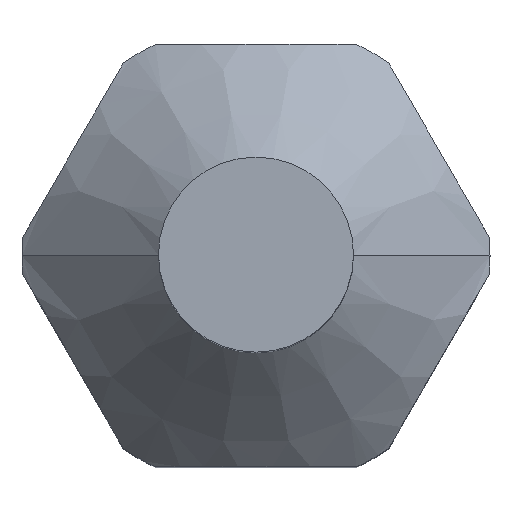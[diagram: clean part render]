
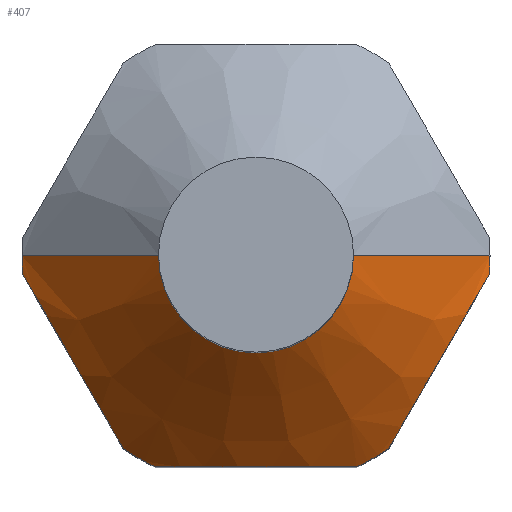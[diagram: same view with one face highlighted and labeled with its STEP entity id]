
A CAD part, top view. The second image highlights one B-rep face of the part: STEP entity #407.
In plain terms, the highlighted conical face has half-angle 45 degrees and reference radius 5.1 mm.
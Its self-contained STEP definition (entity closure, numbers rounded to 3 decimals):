
#275=EDGE_CURVE('',#541,#343,#665,.T.);
#303=EDGE_CURVE('',#541,#413,#696,.T.);
#307=EDGE_CURVE('',#381,#435,#700,.T.);
#321=EDGE_CURVE('',#437,#489,#714,.T.);
#329=VERTEX_POINT('',#725);
#331=EDGE_CURVE('',#329,#413,#727,.T.);
#341=EDGE_CURVE('',#503,#399,#738,.T.);
#343=VERTEX_POINT('',#740);
#379=EDGE_CURVE('',#381,#329,#779,.T.);
#381=VERTEX_POINT('',#781);
#383=EDGE_CURVE('',#343,#399,#783,.T.);
#399=VERTEX_POINT('',#799);
#405=EDGE_CURVE('',#437,#435,#807,.T.);
#407=ADVANCED_FACE('',(#809),#810,.T.);
#413=VERTEX_POINT('',#818);
#435=VERTEX_POINT('',#843);
#437=VERTEX_POINT('',#845);
#449=EDGE_CURVE('',#503,#489,#857,.T.);
#489=VERTEX_POINT('',#902);
#503=VERTEX_POINT('',#918);
#541=VERTEX_POINT('',#958);
#665=LINE('',#1154,#1155);
#696=CIRCLE('',#1203,3.0);
#700=(B_SPLINE_CURVE(2,(#1210,#1211,#1212),.UNSPECIFIED.,.F.,.F.)B_SPLINE_CURVE_WITH_KNOTS((3,3),(0.0,6.35),.UNSPECIFIED.)RATIONAL_B_SPLINE_CURVE((1.0,1.108,1.0))BOUNDED_CURVE()REPRESENTATION_ITEM('')GEOMETRIC_REPRESENTATION_ITEM()CURVE());
#714=(B_SPLINE_CURVE(2,(#1257,#1258,#1259),.UNSPECIFIED.,.F.,.F.)B_SPLINE_CURVE_WITH_KNOTS((3,3),(0.0,6.35),.UNSPECIFIED.)RATIONAL_B_SPLINE_CURVE((1.0,1.108,1.0))BOUNDED_CURVE()REPRESENTATION_ITEM('')GEOMETRIC_REPRESENTATION_ITEM()CURVE());
#725=CARTESIAN_POINT('',(7.2,0.,10.8));
#727=LINE('',#1279,#1280);
#738=(B_SPLINE_CURVE(2,(#1296,#1297,#1298),.UNSPECIFIED.,.F.,.F.)B_SPLINE_CURVE_WITH_KNOTS((3,3),(0.0,6.35),.UNSPECIFIED.)RATIONAL_B_SPLINE_CURVE((1.0,1.108,1.0))BOUNDED_CURVE()REPRESENTATION_ITEM('')GEOMETRIC_REPRESENTATION_ITEM()CURVE());
#740=CARTESIAN_POINT('',(-7.2,0.,10.8));
#779=CIRCLE('',#1379,7.2);
#781=CARTESIAN_POINT('',(7.178,-0.568,10.8));
#783=CIRCLE('',#1384,7.2);
#799=CARTESIAN_POINT('',(-7.178,-0.568,10.8));
#807=CIRCLE('',#1413,7.2);
#809=FACE_OUTER_BOUND('',#1415,.T.);
#810=CONICAL_SURFACE('',#1416,5.1,0.785);
#818=CARTESIAN_POINT('',(3.0,0.,15.0));
#843=CARTESIAN_POINT('',(4.081,-5.932,10.8));
#845=CARTESIAN_POINT('',(3.097,-6.5,10.8));
#857=CIRCLE('',#1473,7.2);
#902=CARTESIAN_POINT('',(-3.097,-6.5,10.8));
#918=CARTESIAN_POINT('',(-4.081,-5.932,10.8));
#958=CARTESIAN_POINT('',(-3.0,0.,15.0));
#1154=CARTESIAN_POINT('',(-5.1,0.,12.9));
#1155=VECTOR('',#1782,1.0);
#1203=AXIS2_PLACEMENT_3D('',#1813,#1814,#1815);
#1210=CARTESIAN_POINT('',(7.178,-0.568,10.8));
#1211=CARTESIAN_POINT('',(5.629,-3.25,12.132));
#1212=CARTESIAN_POINT('',(4.081,-5.932,10.8));
#1257=CARTESIAN_POINT('',(3.097,-6.5,10.8));
#1258=CARTESIAN_POINT('',(0.,-6.5,12.132));
#1259=CARTESIAN_POINT('',(-3.097,-6.5,10.8));
#1279=CARTESIAN_POINT('',(5.1,0.,12.9));
#1280=VECTOR('',#1849,1.0);
#1296=CARTESIAN_POINT('',(-4.081,-5.932,10.8));
#1297=CARTESIAN_POINT('',(-5.629,-3.25,12.132));
#1298=CARTESIAN_POINT('',(-7.178,-0.568,10.8));
#1379=AXIS2_PLACEMENT_3D('',#1897,#1898,#1899);
#1384=AXIS2_PLACEMENT_3D('',#1900,#1901,#1902);
#1413=AXIS2_PLACEMENT_3D('',#1928,#1929,#1930);
#1415=EDGE_LOOP('',(#1932,#1933,#1934,#1935,#1936,#1937,#1938,#1939,#1940,#1941));
#1416=AXIS2_PLACEMENT_3D('',#1942,#1943,#1944);
#1473=AXIS2_PLACEMENT_3D('',#1997,#1998,#1999);
#1782=DIRECTION('',(-0.707,0.,-0.707));
#1813=CARTESIAN_POINT('',(0.,0.,15.0));
#1814=DIRECTION('',(0.,0.,1.0));
#1815=DIRECTION('',(-1.0,0.,0.0));
#1849=DIRECTION('',(-0.707,0.,0.707));
#1897=CARTESIAN_POINT('',(0.,0.,10.8));
#1898=DIRECTION('',(0.,0.,1.0));
#1899=DIRECTION('',(-1.0,0.,0.0));
#1900=CARTESIAN_POINT('',(0.,0.,10.8));
#1901=DIRECTION('',(0.,0.,1.0));
#1902=DIRECTION('',(-1.0,0.,0.0));
#1928=CARTESIAN_POINT('',(0.,0.,10.8));
#1929=DIRECTION('',(0.,0.,1.0));
#1930=DIRECTION('',(-1.0,0.,0.0));
#1932=ORIENTED_EDGE('',*,*,#275,.T.);
#1933=ORIENTED_EDGE('',*,*,#383,.T.);
#1934=ORIENTED_EDGE('',*,*,#341,.F.);
#1935=ORIENTED_EDGE('',*,*,#449,.T.);
#1936=ORIENTED_EDGE('',*,*,#321,.F.);
#1937=ORIENTED_EDGE('',*,*,#405,.T.);
#1938=ORIENTED_EDGE('',*,*,#307,.F.);
#1939=ORIENTED_EDGE('',*,*,#379,.T.);
#1940=ORIENTED_EDGE('',*,*,#331,.T.);
#1941=ORIENTED_EDGE('',*,*,#303,.F.);
#1942=CARTESIAN_POINT('',(0.,0.,12.9));
#1943=DIRECTION('',(0.,0.,-1.0));
#1944=DIRECTION('',(-1.0,0.,0.0));
#1997=CARTESIAN_POINT('',(0.,0.,10.8));
#1998=DIRECTION('',(0.,0.,1.0));
#1999=DIRECTION('',(-1.0,0.,0.0));
